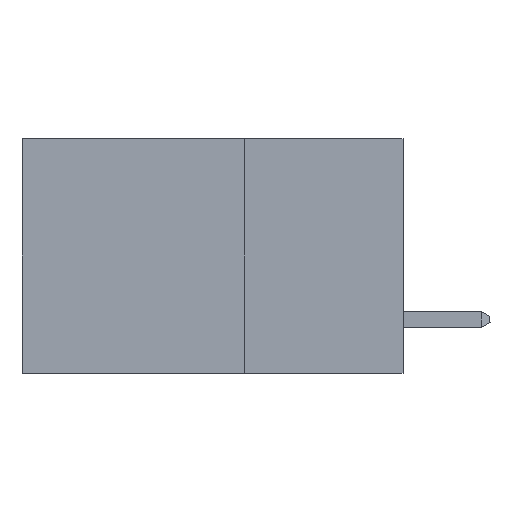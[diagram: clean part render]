
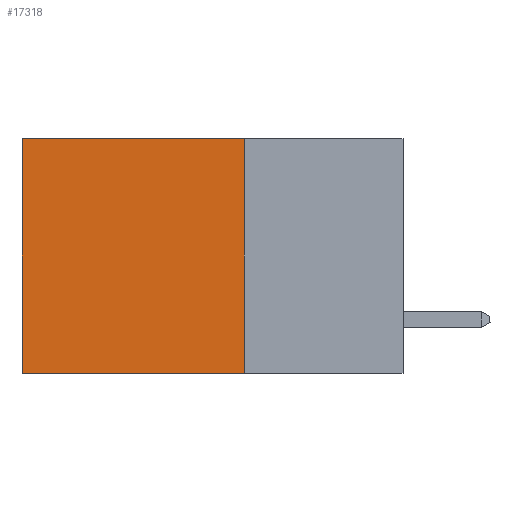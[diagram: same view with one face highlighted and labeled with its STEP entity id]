
A CAD part, left-side view. The second image highlights one B-rep face of the part: STEP entity #17318.
In plain terms, the highlighted planar face has unit normal (-1, 0, 0).
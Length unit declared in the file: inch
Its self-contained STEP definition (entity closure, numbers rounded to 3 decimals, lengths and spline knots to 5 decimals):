
#46 = DIRECTION ( 'NONE',  ( 0., 0., -1. ) ) ;
#242 = VERTEX_POINT ( 'NONE', #21269 ) ;
#446 = ORIENTED_EDGE ( 'NONE', *, *, #8663, .T. ) ;
#935 = DIRECTION ( 'NONE',  ( 0., 1., 0. ) ) ;
#1354 = ORIENTED_EDGE ( 'NONE', *, *, #20748, .F. ) ;
#2439 = VERTEX_POINT ( 'NONE', #5932 ) ;
#2510 = LINE ( 'NONE', #19740, #10953 ) ;
#2669 = EDGE_CURVE ( 'NONE', #2439, #242, #16305, .T. ) ;
#2706 = LINE ( 'NONE', #3139, #20172 ) ;
#3139 = CARTESIAN_POINT ( 'NONE',  ( 0.2875, 0.25, 0. ) ) ;
#3479 = ORIENTED_EDGE ( 'NONE', *, *, #20166, .T. ) ;
#4005 = FACE_OUTER_BOUND ( 'NONE', #10236, .T. ) ;
#5932 = CARTESIAN_POINT ( 'NONE',  ( 0.2875, 0.25, -0.37 ) ) ;
#8194 = CARTESIAN_POINT ( 'NONE',  ( 0.2875, 0.6, 0. ) ) ;
#8457 = CARTESIAN_POINT ( 'NONE',  ( 0.2875, 0.25, 0. ) ) ;
#8503 = ORIENTED_EDGE ( 'NONE', *, *, #2669, .F. ) ;
#8624 = CARTESIAN_POINT ( 'NONE',  ( 0.2875, 0.6, 0. ) ) ;
#8663 = EDGE_CURVE ( 'NONE', #21217, #22213, #2510, .T. ) ;
#9338 = DIRECTION ( 'NONE',  ( 0., 1., 0. ) ) ;
#9438 = CARTESIAN_POINT ( 'NONE',  ( 0.2875, 0.25, 0. ) ) ;
#10236 = EDGE_LOOP ( 'NONE', ( #3479, #8503, #1354, #446 ) ) ;
#10953 = VECTOR ( 'NONE', #935, 39.37008 ) ;
#12962 = DIRECTION ( 'NONE',  ( 1., 0., 0. ) ) ;
#16305 = LINE ( 'NONE', #20542, #23635 ) ;
#16495 = PLANE ( 'NONE',  #22427 ) ;
#17318 = ADVANCED_FACE ( 'NONE', ( #4005 ), #16495, .F. ) ;
#18463 = VECTOR ( 'NONE', #21508, 39.37008 ) ;
#19740 = CARTESIAN_POINT ( 'NONE',  ( 0.2875, 0.25, 0. ) ) ;
#20166 = EDGE_CURVE ( 'NONE', #22213, #242, #23458, .T. ) ;
#20172 = VECTOR ( 'NONE', #21880, 39.37008 ) ;
#20542 = CARTESIAN_POINT ( 'NONE',  ( 0.2875, 0.25, -0.37 ) ) ;
#20748 = EDGE_CURVE ( 'NONE', #21217, #2439, #2706, .T. ) ;
#21217 = VERTEX_POINT ( 'NONE', #8457 ) ;
#21269 = CARTESIAN_POINT ( 'NONE',  ( 0.2875, 0.6, -0.37 ) ) ;
#21508 = DIRECTION ( 'NONE',  ( 0., 0., -1. ) ) ;
#21880 = DIRECTION ( 'NONE',  ( 0., 0., -1. ) ) ;
#22213 = VERTEX_POINT ( 'NONE', #8194 ) ;
#22427 = AXIS2_PLACEMENT_3D ( 'NONE', #9438, #12962, #46 ) ;
#23458 = LINE ( 'NONE', #8624, #18463 ) ;
#23635 = VECTOR ( 'NONE', #9338, 39.37008 ) ;
